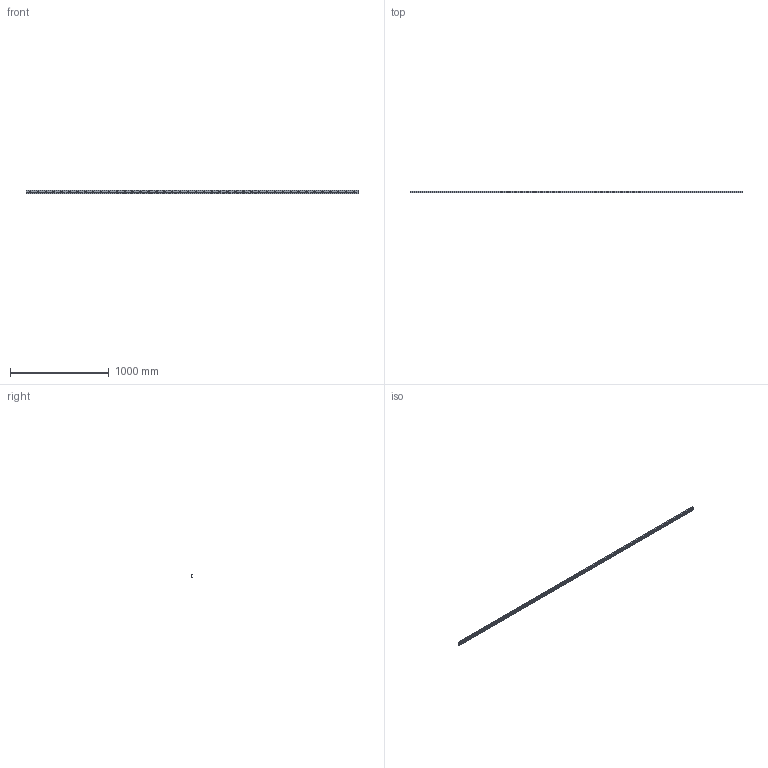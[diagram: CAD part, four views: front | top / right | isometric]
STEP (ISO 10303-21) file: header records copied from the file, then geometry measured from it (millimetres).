
FILE_DESCRIPTION((''),'2;1');
FILE_NAME('LCX 35-3360.C.stp','2016-04-28T09:14:58',('MRathmann'),(''),'Autodesk Inventor 2012','Autodesk Inventor 2012','');
FILE_SCHEMA(('CONFIG_CONTROL_DESIGN'));
Length unit declared in the file: millimetre
Products named in the file (1): LCX 35-3360.C
Bounding box: 3360 x 16.5 x 35 mm (x, y, z)
Volume: 724201.3 mm3; surface area: 431308.1 mm2
Topology: 1 solids, 1 shells, 154 faces, 498 edges, 346 vertices
Faces by surface type: cylinder 97, plane 57
Full cylindrical faces by diameter (mm): 8 x42, 15 x42
Entity records: 5764 total; most frequent: CARTESIAN_POINT 1965, DIRECTION 792, ORIENTED_EDGE 660, AXIS2_PLACEMENT_3D 349, EDGE_CURVE 330, EDGE_LOOP 322, VERTEX_POINT 262, CIRCLE 194
